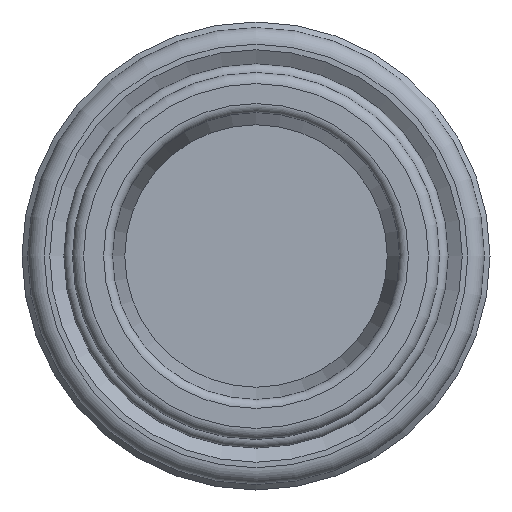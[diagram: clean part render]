
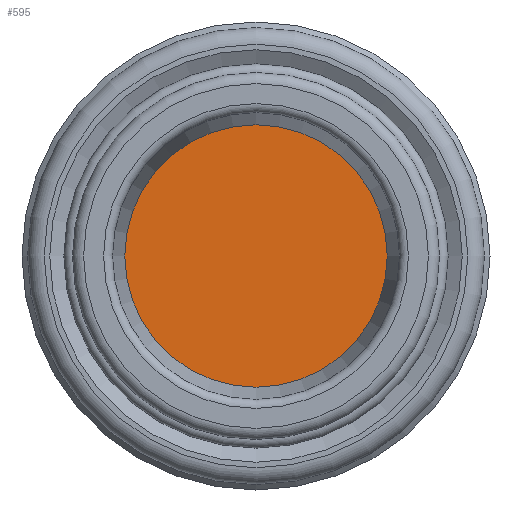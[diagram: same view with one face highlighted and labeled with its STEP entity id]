
A CAD part, left-side view. The second image highlights one B-rep face of the part: STEP entity #595.
In plain terms, the highlighted planar face has unit normal (-1, 0, 0).
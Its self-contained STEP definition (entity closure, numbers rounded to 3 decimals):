
#33 = AXIS2_PLACEMENT_3D ( 'NONE', #1044, #744, #465 ) ;
#123 = EDGE_CURVE ( 'NONE', #684, #684, #636, .T. ) ;
#389 = PLANE ( 'NONE',  #1042 ) ;
#399 = DIRECTION ( 'NONE',  ( 1., 0., 0. ) ) ;
#465 = DIRECTION ( 'NONE',  ( 0., 0., 1. ) ) ;
#486 = CARTESIAN_POINT ( 'NONE',  ( 0., 11.8, 0. ) ) ;
#490 = FACE_OUTER_BOUND ( 'NONE', #752, .T. ) ;
#509 = DIRECTION ( 'NONE',  ( 0., 0., -1. ) ) ;
#595 = ADVANCED_FACE ( 'NONE', ( #490 ), #389, .F. ) ;
#636 = CIRCLE ( 'NONE', #33, 11.8 ) ;
#684 = VERTEX_POINT ( 'NONE', #807 ) ;
#744 = DIRECTION ( 'NONE',  ( -1., 0., 0. ) ) ;
#752 = EDGE_LOOP ( 'NONE', ( #1140 ) ) ;
#807 = CARTESIAN_POINT ( 'NONE',  ( 0., 0., 11.8 ) ) ;
#1042 = AXIS2_PLACEMENT_3D ( 'NONE', #486, #399, #509 ) ;
#1044 = CARTESIAN_POINT ( 'NONE',  ( 0., 0., 0. ) ) ;
#1140 = ORIENTED_EDGE ( 'NONE', *, *, #123, .T. ) ;
